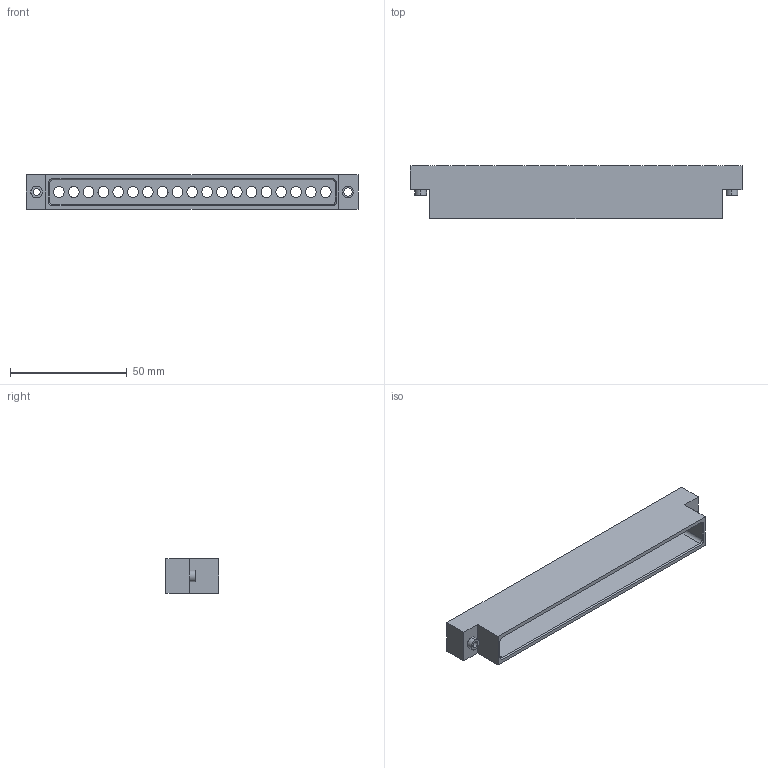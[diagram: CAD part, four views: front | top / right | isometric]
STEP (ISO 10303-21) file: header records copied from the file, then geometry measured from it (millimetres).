
FILE_DESCRIPTION (( 'STEP AP214' ), '1' );
FILE_NAME ('22910~0.STEP', '2018-07-25T09:02:12', ( '' ), ( '' ), 'SwSTEP 2.0', 'SolidWorks 2018', '' );
FILE_SCHEMA (( 'AUTOMOTIVE_DESIGN' ));
Length unit declared in the file: millimetre
Products named in the file (1): 22910~0
Bounding box: 142.24 x 22.86 x 14.99 mm (x, y, z)
Volume: 26482.9 mm3; surface area: 16704 mm2
Topology: 1 solids, 1 shells, 417 faces, 1099 edges, 730 vertices
Faces by surface type: plane 224, bspline 135, cylinder 54, cone 4
Entity records: 24843 total; most frequent: CARTESIAN_POINT 15216, ORIENTED_EDGE 2198, DIRECTION 1507, EDGE_CURVE 1099, VERTEX_POINT 730, VECTOR 717, LINE 717, EDGE_LOOP 505
